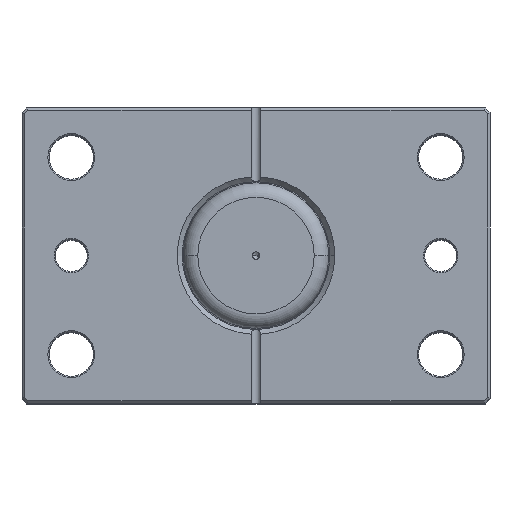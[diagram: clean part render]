
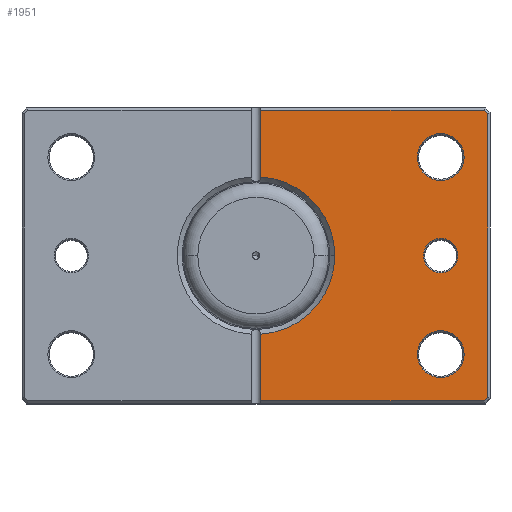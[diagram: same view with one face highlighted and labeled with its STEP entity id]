
A CAD part, top view. The second image highlights one B-rep face of the part: STEP entity #1951.
In plain terms, the highlighted face is planar.
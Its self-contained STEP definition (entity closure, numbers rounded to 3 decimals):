
#18 = AXIS2_PLACEMENT_3D ( 'NONE', #6212, #5610, #4637 ) ;
#87 = CARTESIAN_POINT ( 'NONE',  ( -2., 31.937, 0. ) ) ;
#253 = VECTOR ( 'NONE', #5429, 1000. ) ;
#283 = EDGE_CURVE ( 'NONE', #680, #505, #6755, .T. ) ;
#287 = ORIENTED_EDGE ( 'NONE', *, *, #5519, .T. ) ;
#431 = EDGE_CURVE ( 'NONE', #2925, #3830, #1548, .T. ) ;
#455 = DIRECTION ( 'NONE',  ( 1., 0., 0. ) ) ;
#505 = VERTEX_POINT ( 'NONE', #5420 ) ;
#519 = DIRECTION ( 'NONE',  ( 0., 0., 1. ) ) ;
#532 = FACE_OUTER_BOUND ( 'NONE', #888, .T. ) ;
#578 = CIRCLE ( 'NONE', #617, 32. ) ;
#617 = AXIS2_PLACEMENT_3D ( 'NONE', #5033, #1747, #5575 ) ;
#680 = VERTEX_POINT ( 'NONE', #5706 ) ;
#888 = EDGE_LOOP ( 'NONE', ( #4380, #3411, #5526, #1263, #1484, #1672, #4039, #2344, #1175 ) ) ;
#909 = VERTEX_POINT ( 'NONE', #1258 ) ;
#915 = CARTESIAN_POINT ( 'NONE',  ( -75., 40., 0. ) ) ;
#1009 = CARTESIAN_POINT ( 'NONE',  ( 0., 59., 0. ) ) ;
#1068 = VERTEX_POINT ( 'NONE', #3567 ) ;
#1091 = VERTEX_POINT ( 'NONE', #1119 ) ;
#1093 = VECTOR ( 'NONE', #7031, 1000. ) ;
#1119 = CARTESIAN_POINT ( 'NONE',  ( -92.586, 59., 0. ) ) ;
#1159 = VECTOR ( 'NONE', #455, 1000. ) ;
#1175 = ORIENTED_EDGE ( 'NONE', *, *, #6053, .T. ) ;
#1196 = DIRECTION ( 'NONE',  ( 0., 0., 1. ) ) ;
#1224 = LINE ( 'NONE', #1225, #7066 ) ;
#1225 = CARTESIAN_POINT ( 'NONE',  ( -2., 60., 0. ) ) ;
#1258 = CARTESIAN_POINT ( 'NONE',  ( -2., -31.937, 0. ) ) ;
#1263 = ORIENTED_EDGE ( 'NONE', *, *, #2294, .T. ) ;
#1373 = EDGE_CURVE ( 'NONE', #4383, #680, #2607, .T. ) ;
#1476 = DIRECTION ( 'NONE',  ( 1., 0., 0. ) ) ;
#1484 = ORIENTED_EDGE ( 'NONE', *, *, #3483, .T. ) ;
#1510 = EDGE_CURVE ( 'NONE', #6082, #3544, #2951, .T. ) ;
#1548 = CIRCLE ( 'NONE', #5781, 9.5 ) ;
#1565 = DIRECTION ( 'NONE',  ( 0., -1., 0. ) ) ;
#1569 = EDGE_LOOP ( 'NONE', ( #2256, #6921 ) ) ;
#1584 = CARTESIAN_POINT ( 'NONE',  ( 0., -59., 0. ) ) ;
#1590 = DIRECTION ( 'NONE',  ( 0., -1., 0. ) ) ;
#1637 = CARTESIAN_POINT ( 'NONE',  ( -68., 0., 0. ) ) ;
#1672 = ORIENTED_EDGE ( 'NONE', *, *, #1373, .T. ) ;
#1747 = DIRECTION ( 'NONE',  ( 0., 0., 1. ) ) ;
#1760 = CARTESIAN_POINT ( 'NONE',  ( -2., 60., 0. ) ) ;
#1773 = CARTESIAN_POINT ( 'NONE',  ( -92.586, -59., 0. ) ) ;
#1888 = VERTEX_POINT ( 'NONE', #5831 ) ;
#1951 = ADVANCED_FACE ( 'NONE', ( #6222, #3513, #6404, #532 ), #2508, .F. ) ;
#2114 = EDGE_CURVE ( 'NONE', #3544, #6082, #6480, .T. ) ;
#2256 = ORIENTED_EDGE ( 'NONE', *, *, #2974, .T. ) ;
#2294 = EDGE_CURVE ( 'NONE', #909, #3569, #5612, .T. ) ;
#2320 = EDGE_CURVE ( 'NONE', #1068, #5022, #1224, .T. ) ;
#2340 = EDGE_LOOP ( 'NONE', ( #5549, #3940 ) ) ;
#2344 = ORIENTED_EDGE ( 'NONE', *, *, #5116, .T. ) ;
#2508 = PLANE ( 'NONE',  #18 ) ;
#2549 = CARTESIAN_POINT ( 'NONE',  ( -65.5, -40., 0. ) ) ;
#2583 = CIRCLE ( 'NONE', #5678, 9.5 ) ;
#2607 = LINE ( 'NONE', #7051, #1093 ) ;
#2678 = LINE ( 'NONE', #1009, #1159 ) ;
#2699 = CARTESIAN_POINT ( 'NONE',  ( -94., 0., 0. ) ) ;
#2919 = DIRECTION ( 'NONE',  ( 0., 1., 0. ) ) ;
#2925 = VERTEX_POINT ( 'NONE', #2549 ) ;
#2951 = CIRCLE ( 'NONE', #3331, 7. ) ;
#2953 = CARTESIAN_POINT ( 'NONE',  ( -75., -40., 0. ) ) ;
#2974 = EDGE_CURVE ( 'NONE', #3912, #1888, #3915, .T. ) ;
#2988 = CARTESIAN_POINT ( 'NONE',  ( -84.5, -40., 0. ) ) ;
#3048 = AXIS2_PLACEMENT_3D ( 'NONE', #915, #4777, #1476 ) ;
#3072 = EDGE_CURVE ( 'NONE', #1888, #3912, #5957, .T. ) ;
#3093 = CARTESIAN_POINT ( 'NONE',  ( -84.5, 40., 0. ) ) ;
#3274 = LINE ( 'NONE', #1584, #253 ) ;
#3331 = AXIS2_PLACEMENT_3D ( 'NONE', #5377, #6984, #6956 ) ;
#3411 = ORIENTED_EDGE ( 'NONE', *, *, #7137, .T. ) ;
#3483 = EDGE_CURVE ( 'NONE', #3569, #4383, #3274, .T. ) ;
#3505 = DIRECTION ( 'NONE',  ( 1., 0., 0. ) ) ;
#3513 = FACE_BOUND ( 'NONE', #6975, .T. ) ;
#3544 = VERTEX_POINT ( 'NONE', #1637 ) ;
#3567 = CARTESIAN_POINT ( 'NONE',  ( -2., 59., 0. ) ) ;
#3569 = VERTEX_POINT ( 'NONE', #4345 ) ;
#3704 = VERTEX_POINT ( 'NONE', #6646 ) ;
#3830 = VERTEX_POINT ( 'NONE', #2988 ) ;
#3861 = CARTESIAN_POINT ( 'NONE',  ( 0., 0., 0. ) ) ;
#3912 = VERTEX_POINT ( 'NONE', #3093 ) ;
#3915 = CIRCLE ( 'NONE', #3048, 9.5 ) ;
#3940 = ORIENTED_EDGE ( 'NONE', *, *, #2114, .T. ) ;
#4039 = ORIENTED_EDGE ( 'NONE', *, *, #283, .T. ) ;
#4169 = VECTOR ( 'NONE', #1565, 1000. ) ;
#4345 = CARTESIAN_POINT ( 'NONE',  ( -2., -59., 0. ) ) ;
#4358 = CARTESIAN_POINT ( 'NONE',  ( -82., 0., 0. ) ) ;
#4380 = ORIENTED_EDGE ( 'NONE', *, *, #2320, .T. ) ;
#4383 = VERTEX_POINT ( 'NONE', #1773 ) ;
#4401 = DIRECTION ( 'NONE',  ( 1., 0., 0. ) ) ;
#4507 = CARTESIAN_POINT ( 'NONE',  ( -75., 40., 0. ) ) ;
#4637 = DIRECTION ( 'NONE',  ( 1., 0., 0. ) ) ;
#4777 = DIRECTION ( 'NONE',  ( 0., 0., 1. ) ) ;
#4960 = DIRECTION ( 'NONE',  ( 1., 0., 0. ) ) ;
#4982 = DIRECTION ( 'NONE',  ( 0., 0., 1. ) ) ;
#5022 = VERTEX_POINT ( 'NONE', #87 ) ;
#5025 = CARTESIAN_POINT ( 'NONE',  ( -75., 0., 0. ) ) ;
#5033 = CARTESIAN_POINT ( 'NONE',  ( 0., 0., 0. ) ) ;
#5063 = DIRECTION ( 'NONE',  ( 1., 0., 0. ) ) ;
#5116 = EDGE_CURVE ( 'NONE', #505, #1091, #5992, .T. ) ;
#5133 = DIRECTION ( 'NONE',  ( 0.707, 0.707, 0. ) ) ;
#5377 = CARTESIAN_POINT ( 'NONE',  ( -75., 0., 0. ) ) ;
#5420 = CARTESIAN_POINT ( 'NONE',  ( -94., 57.586, 0. ) ) ;
#5429 = DIRECTION ( 'NONE',  ( -1., 0., 0. ) ) ;
#5434 = CIRCLE ( 'NONE', #5693, 32. ) ;
#5504 = VECTOR ( 'NONE', #2919, 1000. ) ;
#5519 = EDGE_CURVE ( 'NONE', #3830, #2925, #2583, .T. ) ;
#5526 = ORIENTED_EDGE ( 'NONE', *, *, #6834, .T. ) ;
#5549 = ORIENTED_EDGE ( 'NONE', *, *, #1510, .T. ) ;
#5575 = DIRECTION ( 'NONE',  ( 1., 0., 0. ) ) ;
#5581 = AXIS2_PLACEMENT_3D ( 'NONE', #5025, #4982, #4960 ) ;
#5610 = DIRECTION ( 'NONE',  ( 0., 0., 1. ) ) ;
#5612 = LINE ( 'NONE', #1760, #4169 ) ;
#5661 = CARTESIAN_POINT ( 'NONE',  ( -75.793, 75.793, 0. ) ) ;
#5678 = AXIS2_PLACEMENT_3D ( 'NONE', #2953, #6735, #3505 ) ;
#5693 = AXIS2_PLACEMENT_3D ( 'NONE', #3861, #519, #4401 ) ;
#5706 = CARTESIAN_POINT ( 'NONE',  ( -94., -57.586, 0. ) ) ;
#5781 = AXIS2_PLACEMENT_3D ( 'NONE', #6391, #6345, #6316 ) ;
#5811 = VECTOR ( 'NONE', #5133, 1000. ) ;
#5831 = CARTESIAN_POINT ( 'NONE',  ( -65.5, 40., 0. ) ) ;
#5957 = CIRCLE ( 'NONE', #5959, 9.5 ) ;
#5959 = AXIS2_PLACEMENT_3D ( 'NONE', #4507, #1196, #5063 ) ;
#5992 = LINE ( 'NONE', #5661, #5811 ) ;
#6053 = EDGE_CURVE ( 'NONE', #1091, #1068, #2678, .T. ) ;
#6082 = VERTEX_POINT ( 'NONE', #4358 ) ;
#6212 = CARTESIAN_POINT ( 'NONE',  ( 0., 0., 0. ) ) ;
#6222 = FACE_BOUND ( 'NONE', #2340, .T. ) ;
#6316 = DIRECTION ( 'NONE',  ( 1., 0., 0. ) ) ;
#6345 = DIRECTION ( 'NONE',  ( 0., 0., 1. ) ) ;
#6391 = CARTESIAN_POINT ( 'NONE',  ( -75., -40., 0. ) ) ;
#6404 = FACE_BOUND ( 'NONE', #1569, .T. ) ;
#6480 = CIRCLE ( 'NONE', #5581, 7. ) ;
#6646 = CARTESIAN_POINT ( 'NONE',  ( -32., 0., 0. ) ) ;
#6735 = DIRECTION ( 'NONE',  ( 0., 0., 1. ) ) ;
#6755 = LINE ( 'NONE', #2699, #5504 ) ;
#6834 = EDGE_CURVE ( 'NONE', #3704, #909, #5434, .T. ) ;
#6921 = ORIENTED_EDGE ( 'NONE', *, *, #3072, .T. ) ;
#6956 = DIRECTION ( 'NONE',  ( 1., 0., 0. ) ) ;
#6975 = EDGE_LOOP ( 'NONE', ( #287, #7088 ) ) ;
#6984 = DIRECTION ( 'NONE',  ( 0., 0., 1. ) ) ;
#7031 = DIRECTION ( 'NONE',  ( -0.707, 0.707, 0. ) ) ;
#7051 = CARTESIAN_POINT ( 'NONE',  ( -75.793, -75.793, 0. ) ) ;
#7066 = VECTOR ( 'NONE', #1590, 1000. ) ;
#7088 = ORIENTED_EDGE ( 'NONE', *, *, #431, .T. ) ;
#7137 = EDGE_CURVE ( 'NONE', #5022, #3704, #578, .T. ) ;
